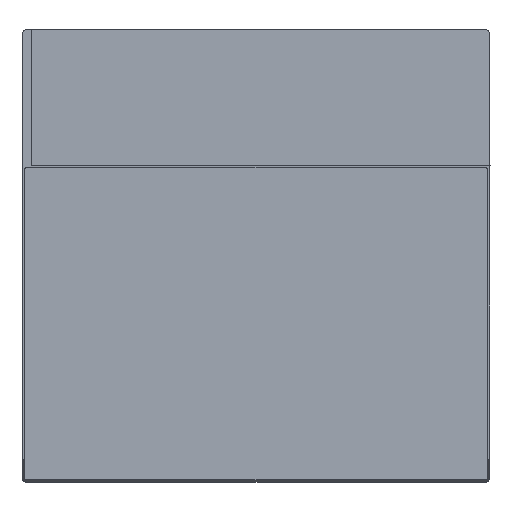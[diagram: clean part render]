
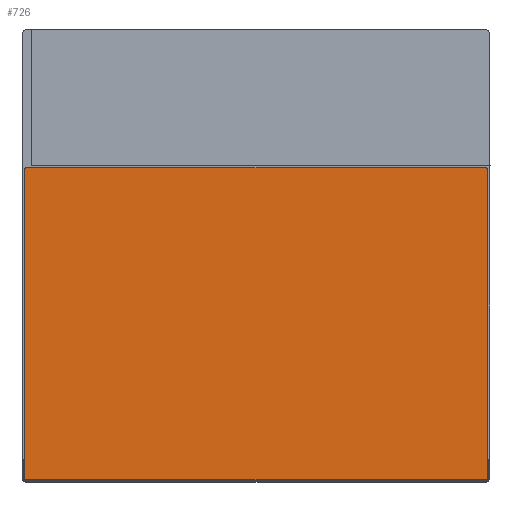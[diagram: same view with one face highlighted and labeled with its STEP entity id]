
A CAD part, front view. The second image highlights one B-rep face of the part: STEP entity #726.
In plain terms, the highlighted planar face has unit normal (0, -1, 0).
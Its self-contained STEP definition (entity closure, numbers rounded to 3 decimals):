
#520 = EDGE_CURVE('',#521,#523,#525,.T.);
#521 = VERTEX_POINT('',#522);
#522 = CARTESIAN_POINT('',(1.,-1.,-62.));
#523 = VERTEX_POINT('',#524);
#524 = CARTESIAN_POINT('',(1.,-1.,-198.));
#525 = LINE('',#526,#527);
#526 = CARTESIAN_POINT('',(1.,-1.,-62.));
#527 = VECTOR('',#528,1.);
#528 = DIRECTION('',(0.,0.,-1.));
#552 = EDGE_CURVE('',#553,#521,#555,.T.);
#553 = VERTEX_POINT('',#554);
#554 = CARTESIAN_POINT('',(2.,-1.,-61.));
#555 = CIRCLE('',#556,1.);
#556 = AXIS2_PLACEMENT_3D('',#557,#558,#559);
#557 = CARTESIAN_POINT('',(2.,-1.,-62.));
#558 = DIRECTION('',(0.,-1.,0.));
#559 = DIRECTION('',(1.,0.,0.));
#577 = EDGE_CURVE('',#553,#578,#580,.T.);
#578 = VERTEX_POINT('',#579);
#579 = CARTESIAN_POINT('',(205.,-1.,-61.));
#580 = LINE('',#581,#582);
#581 = CARTESIAN_POINT('',(2.,-1.,-61.));
#582 = VECTOR('',#583,1.);
#583 = DIRECTION('',(1.,0.,0.));
#601 = EDGE_CURVE('',#602,#578,#604,.T.);
#602 = VERTEX_POINT('',#603);
#603 = CARTESIAN_POINT('',(206.,-1.,-62.));
#604 = CIRCLE('',#605,1.);
#605 = AXIS2_PLACEMENT_3D('',#606,#607,#608);
#606 = CARTESIAN_POINT('',(205.,-1.,-62.));
#607 = DIRECTION('',(0.,-1.,0.));
#608 = DIRECTION('',(1.,0.,0.));
#626 = EDGE_CURVE('',#602,#627,#629,.T.);
#627 = VERTEX_POINT('',#628);
#628 = CARTESIAN_POINT('',(206.,-1.,-198.));
#629 = LINE('',#630,#631);
#630 = CARTESIAN_POINT('',(206.,-1.,-62.));
#631 = VECTOR('',#632,1.);
#632 = DIRECTION('',(0.,0.,-1.));
#663 = EDGE_CURVE('',#664,#627,#666,.T.);
#664 = VERTEX_POINT('',#665);
#665 = CARTESIAN_POINT('',(205.,-1.,-199.));
#666 = CIRCLE('',#667,1.);
#667 = AXIS2_PLACEMENT_3D('',#668,#669,#670);
#668 = CARTESIAN_POINT('',(205.,-1.,-198.));
#669 = DIRECTION('',(0.,-1.,0.));
#670 = DIRECTION('',(1.,0.,0.));
#688 = EDGE_CURVE('',#664,#689,#691,.T.);
#689 = VERTEX_POINT('',#690);
#690 = CARTESIAN_POINT('',(2.,-1.,-199.));
#691 = LINE('',#692,#693);
#692 = CARTESIAN_POINT('',(205.,-1.,-199.));
#693 = VECTOR('',#694,1.);
#694 = DIRECTION('',(-1.,0.,0.));
#712 = EDGE_CURVE('',#523,#689,#713,.T.);
#713 = CIRCLE('',#714,1.);
#714 = AXIS2_PLACEMENT_3D('',#715,#716,#717);
#715 = CARTESIAN_POINT('',(2.,-1.,-198.));
#716 = DIRECTION('',(0.,-1.,0.));
#717 = DIRECTION('',(1.,0.,0.));
#726 = ADVANCED_FACE('',(#727),#737,.F.);
#727 = FACE_BOUND('',#728,.F.);
#728 = EDGE_LOOP('',(#729,#730,#731,#732,#733,#734,#735,#736));
#729 = ORIENTED_EDGE('',*,*,#552,.F.);
#730 = ORIENTED_EDGE('',*,*,#577,.T.);
#731 = ORIENTED_EDGE('',*,*,#601,.F.);
#732 = ORIENTED_EDGE('',*,*,#626,.T.);
#733 = ORIENTED_EDGE('',*,*,#663,.F.);
#734 = ORIENTED_EDGE('',*,*,#688,.T.);
#735 = ORIENTED_EDGE('',*,*,#712,.F.);
#736 = ORIENTED_EDGE('',*,*,#520,.F.);
#737 = PLANE('',#738);
#738 = AXIS2_PLACEMENT_3D('',#739,#740,#741);
#739 = CARTESIAN_POINT('',(103.5,-1.,-130.));
#740 = DIRECTION('',(0.,1.,0.));
#741 = DIRECTION('',(0.,0.,1.));
